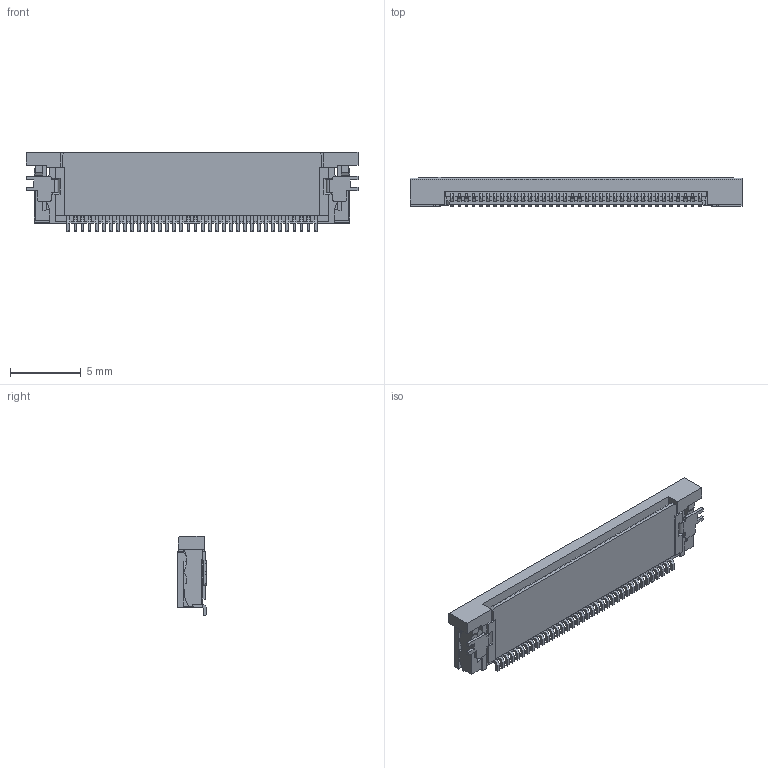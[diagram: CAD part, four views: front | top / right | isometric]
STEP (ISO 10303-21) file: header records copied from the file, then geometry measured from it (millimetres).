
FILE_DESCRIPTION(('HOOPS Exchange Step'),'2;1');
FILE_NAME('export-E41C4675-8AAE-48E5-BA0F-0EE7D6D43198.stp','2023-01-07T19:27:48+16:00',('Daxxn'),('Alibre'),'HOOPS Exchange 2022.0','Alibre','Unknown authorisation');
FILE_SCHEMA( ('AP242_MANAGED_MODEL_BASED_3D_ENGINEERING_MIM_LF {1 0 10303 442 1 1 4 }') );
Length unit declared in the file: millimetre
Products named in the file (1): 541323662
Bounding box: 23.5 x 2.05 x 5.6 mm (x, y, z)
Volume: 168 mm3; surface area: 986.4 mm2
Topology: 1 solids, 1 shells, 2177 faces, 6249 edges, 4124 vertices
Faces by surface type: plane 1951, cylinder 226
Entity records: 71313 total; most frequent: CARTESIAN_POINT 12564, ORIENTED_EDGE 12498, DIRECTION 11059, EDGE_CURVE 6249, VECTOR 5789, LINE 5789, VERTEX_POINT 4124, AXIS2_PLACEMENT_3D 2635
